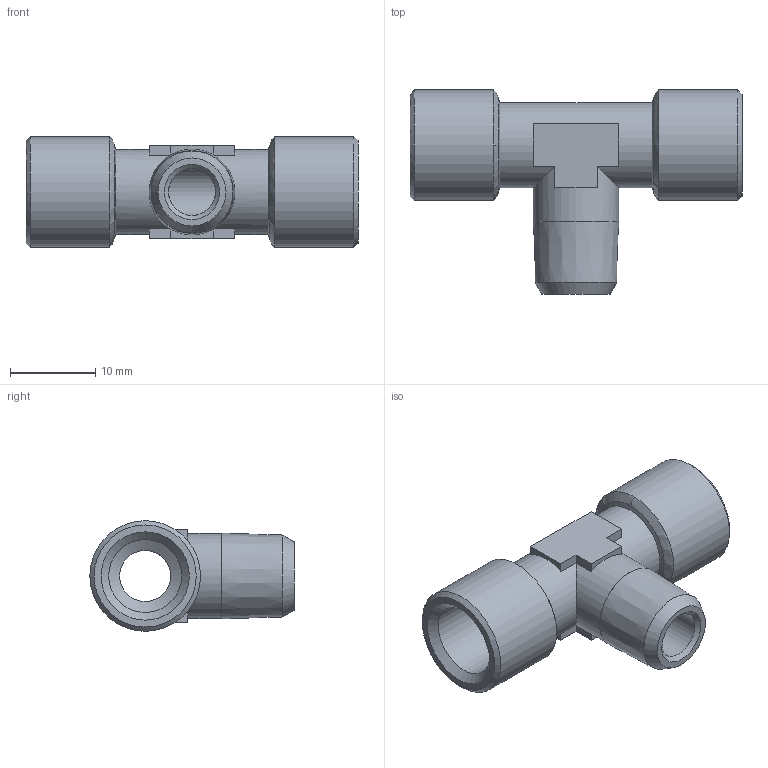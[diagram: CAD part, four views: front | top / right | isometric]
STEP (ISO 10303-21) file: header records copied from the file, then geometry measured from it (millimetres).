
FILE_DESCRIPTION (( 'STEP AP214' ), '1' );
FILE_NAME ('0404000010200A.STEP', '2013-08-07T15:05:51', ( 'ST01' ), ( '' ), 'SwSTEP 2.0', 'SolidWorks 2012', '' );
FILE_SCHEMA (( 'AUTOMOTIVE_DESIGN' ));
Length unit declared in the file: millimetre
Products named in the file (1): 0404000010200A
Bounding box: 39 x 24 x 13 mm (x, y, z)
Volume: 3250.4 mm3; surface area: 3168.2 mm2
Topology: 1 solids, 1 shells, 45 faces, 113 edges, 70 vertices
Faces by surface type: plane 21, cone 12, cylinder 8, bspline 4
Full cylindrical faces by diameter (mm): 5.5 x1, 6 x1, 8.566 x2, 10 x2, 13 x2
Entity records: 1300 total; most frequent: CARTESIAN_POINT 337, DIRECTION 194, ORIENTED_EDGE 166, EDGE_CURVE 83, AXIS2_PLACEMENT_3D 76, EDGE_LOOP 70, VERTEX_POINT 61, FACE_OUTER_BOUND 53
